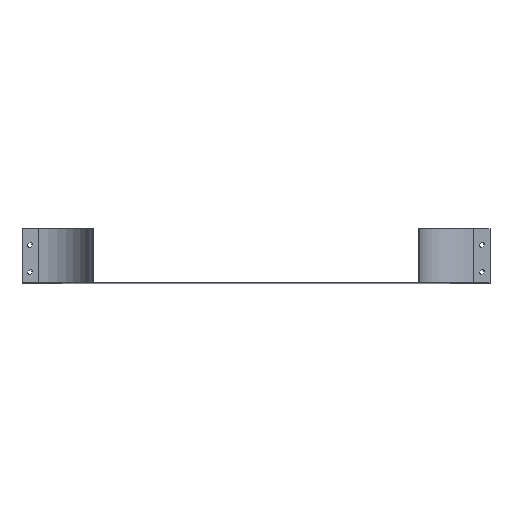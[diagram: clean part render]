
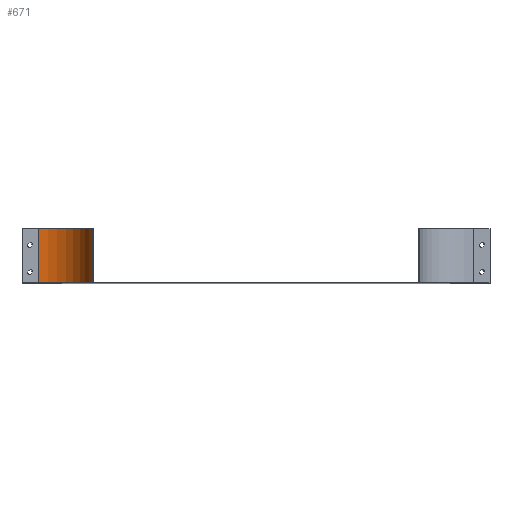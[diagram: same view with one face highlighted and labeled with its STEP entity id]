
A CAD part, top view. The second image highlights one B-rep face of the part: STEP entity #671.
In plain terms, the highlighted cylindrical face has radius 100 mm (diameter 200 mm), a partial arc.
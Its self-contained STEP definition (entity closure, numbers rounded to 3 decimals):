
#132 = EDGE_LOOP ( 'NONE', ( #2154, #2155, #2157, #2161 ) ) ;
#671 = ADVANCED_FACE ( 'NONE', ( #1589 ), #1594, .F. ) ;
#1036 = CARTESIAN_POINT ( 'NONE',  ( -400., 0., -30. ) ) ;
#1037 = DIRECTION ( 'NONE',  ( 0., 1., 0. ) ) ;
#1038 = DIRECTION ( 'NONE',  ( 0., 0., 1. ) ) ;
#1059 = CARTESIAN_POINT ( 'NONE',  ( -300., 0.8, -30. ) ) ;
#1067 = DIRECTION ( 'NONE',  ( 0., -1., 0. ) ) ;
#1071 = DIRECTION ( 'NONE',  ( 0., -1., 0. ) ) ;
#1073 = CARTESIAN_POINT ( 'NONE',  ( -400., 0.8, -130. ) ) ;
#1074 = CARTESIAN_POINT ( 'NONE',  ( -400., 100., -30. ) ) ;
#1075 = DIRECTION ( 'NONE',  ( 0., -1., 0. ) ) ;
#1076 = DIRECTION ( 'NONE',  ( -1., 0., 0. ) ) ;
#1398 = AXIS2_PLACEMENT_3D ( 'NONE', #1036, #1037, #1038 ) ;
#1404 = AXIS2_PLACEMENT_3D ( 'NONE', #1074, #1075, #1076 ) ;
#1589 = FACE_OUTER_BOUND ( 'NONE', #132, .T. ) ;
#1594 = CYLINDRICAL_SURFACE ( 'NONE', #2031, 100. ) ;
#1861 = EDGE_CURVE ( 'NONE', #3385, #3384, #2229, .T. ) ;
#1876 = EDGE_CURVE ( 'NONE', #3392, #3385, #2256, .T. ) ;
#1877 = EDGE_CURVE ( 'NONE', #3398, #3392, #2255, .T. ) ;
#1878 = EDGE_CURVE ( 'NONE', #3398, #3384, #2257, .T. ) ;
#2031 = AXIS2_PLACEMENT_3D ( 'NONE', #2197, #2172, #2199 ) ;
#2154 = ORIENTED_EDGE ( 'NONE', *, *, #1861, .F. ) ;
#2155 = ORIENTED_EDGE ( 'NONE', *, *, #1876, .F. ) ;
#2157 = ORIENTED_EDGE ( 'NONE', *, *, #1877, .F. ) ;
#2161 = ORIENTED_EDGE ( 'NONE', *, *, #1878, .T. ) ;
#2172 = DIRECTION ( 'NONE',  ( 0., -1., 0. ) ) ;
#2197 = CARTESIAN_POINT ( 'NONE',  ( -400., 0.8, -30. ) ) ;
#2199 = DIRECTION ( 'NONE',  ( 0., 0., -1. ) ) ;
#2229 = CIRCLE ( 'NONE', #1398, 100. ) ;
#2255 = CIRCLE ( 'NONE', #1404, 100. ) ;
#2256 = LINE ( 'NONE', #1059, #2260 ) ;
#2257 = LINE ( 'NONE', #1073, #2262 ) ;
#2260 = VECTOR ( 'NONE', #1071, 1000. ) ;
#2262 = VECTOR ( 'NONE', #1067, 1000. ) ;
#3054 = CARTESIAN_POINT ( 'NONE',  ( -400., 0., -130. ) ) ;
#3064 = CARTESIAN_POINT ( 'NONE',  ( -300., 0., -30. ) ) ;
#3068 = CARTESIAN_POINT ( 'NONE',  ( -300., 100., -30. ) ) ;
#3074 = CARTESIAN_POINT ( 'NONE',  ( -400., 100., -130. ) ) ;
#3384 = VERTEX_POINT ( 'NONE', #3054 ) ;
#3385 = VERTEX_POINT ( 'NONE', #3064 ) ;
#3392 = VERTEX_POINT ( 'NONE', #3068 ) ;
#3398 = VERTEX_POINT ( 'NONE', #3074 ) ;
